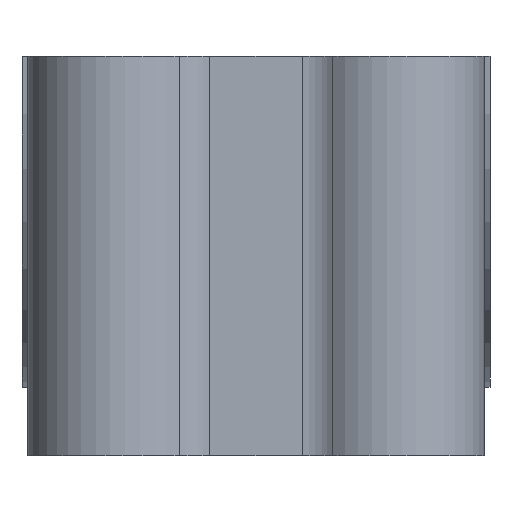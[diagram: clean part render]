
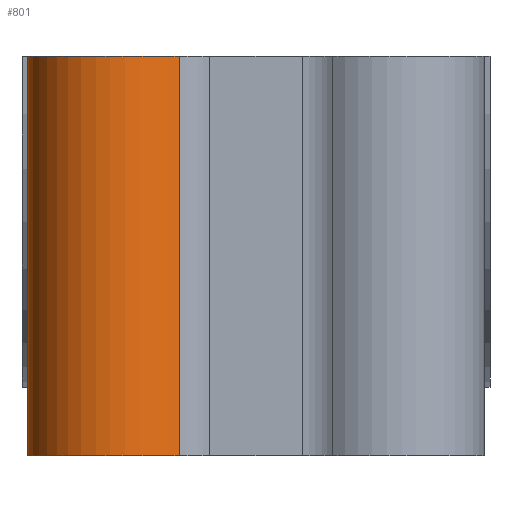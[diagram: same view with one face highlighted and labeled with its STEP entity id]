
A CAD part, left-side view. The second image highlights one B-rep face of the part: STEP entity #801.
In plain terms, the highlighted cylindrical face has radius 40 mm (diameter 80 mm), a partial arc.
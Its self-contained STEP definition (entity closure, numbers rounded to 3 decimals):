
#69 = AXIS2_PLACEMENT_3D ( 'NONE', #1063, #213, #996 ) ;
#90 = EDGE_CURVE ( 'NONE', #178, #771, #353, .T. ) ;
#178 = VERTEX_POINT ( 'NONE', #678 ) ;
#213 = DIRECTION ( 'NONE',  ( 0., 0., 1. ) ) ;
#223 = DIRECTION ( 'NONE',  ( 0., 0., 1. ) ) ;
#226 = ORIENTED_EDGE ( 'NONE', *, *, #1028, .F. ) ;
#246 = DIRECTION ( 'NONE',  ( 1., 0., 0. ) ) ;
#353 = CIRCLE ( 'NONE', #69, 40. ) ;
#355 = LINE ( 'NONE', #1361, #369 ) ;
#369 = VECTOR ( 'NONE', #921, 1000. ) ;
#396 = FACE_OUTER_BOUND ( 'NONE', #456, .T. ) ;
#456 = EDGE_LOOP ( 'NONE', ( #855, #1009, #464, #226 ) ) ;
#464 = ORIENTED_EDGE ( 'NONE', *, *, #566, .F. ) ;
#532 = VERTEX_POINT ( 'NONE', #938 ) ;
#543 = LINE ( 'NONE', #1358, #1268 ) ;
#566 = EDGE_CURVE ( 'NONE', #532, #1510, #1353, .T. ) ;
#596 = CYLINDRICAL_SURFACE ( 'NONE', #1343, 40. ) ;
#618 = CARTESIAN_POINT ( 'NONE',  ( -175., 33.542, -175. ) ) ;
#678 = CARTESIAN_POINT ( 'NONE',  ( -145., 100., -175. ) ) ;
#760 = CARTESIAN_POINT ( 'NONE',  ( -145., 60., -175. ) ) ;
#771 = VERTEX_POINT ( 'NONE', #618 ) ;
#795 = EDGE_CURVE ( 'NONE', #771, #1510, #543, .T. ) ;
#801 = ADVANCED_FACE ( 'NONE', ( #396 ), #596, .T. ) ;
#855 = ORIENTED_EDGE ( 'NONE', *, *, #90, .T. ) ;
#921 = DIRECTION ( 'NONE',  ( 0., 0., 1. ) ) ;
#938 = CARTESIAN_POINT ( 'NONE',  ( -145., 100., 0. ) ) ;
#996 = DIRECTION ( 'NONE',  ( 1., 0., 0. ) ) ;
#1009 = ORIENTED_EDGE ( 'NONE', *, *, #795, .T. ) ;
#1028 = EDGE_CURVE ( 'NONE', #178, #532, #355, .T. ) ;
#1063 = CARTESIAN_POINT ( 'NONE',  ( -145., 60., -175. ) ) ;
#1089 = AXIS2_PLACEMENT_3D ( 'NONE', #1090, #1171, #246 ) ;
#1090 = CARTESIAN_POINT ( 'NONE',  ( -145., 60., 0. ) ) ;
#1171 = DIRECTION ( 'NONE',  ( 0., 0., 1. ) ) ;
#1268 = VECTOR ( 'NONE', #223, 1000. ) ;
#1306 = DIRECTION ( 'NONE',  ( 1., 0., 0. ) ) ;
#1343 = AXIS2_PLACEMENT_3D ( 'NONE', #760, #1411, #1306 ) ;
#1353 = CIRCLE ( 'NONE', #1089, 40. ) ;
#1358 = CARTESIAN_POINT ( 'NONE',  ( -175., 33.542, -175. ) ) ;
#1361 = CARTESIAN_POINT ( 'NONE',  ( -145., 100., -175. ) ) ;
#1371 = CARTESIAN_POINT ( 'NONE',  ( -175., 33.542, 0. ) ) ;
#1411 = DIRECTION ( 'NONE',  ( 0., 0., 1. ) ) ;
#1510 = VERTEX_POINT ( 'NONE', #1371 ) ;
